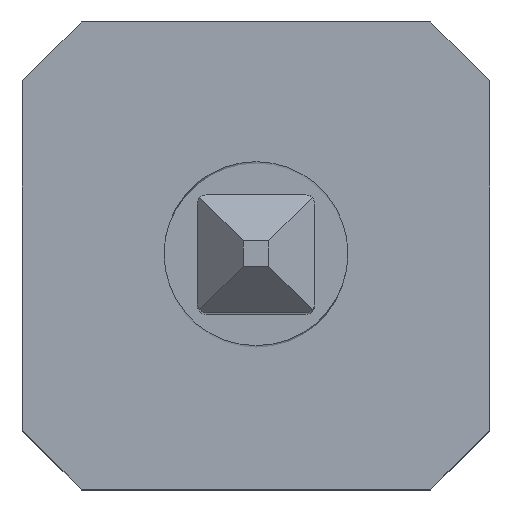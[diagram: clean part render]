
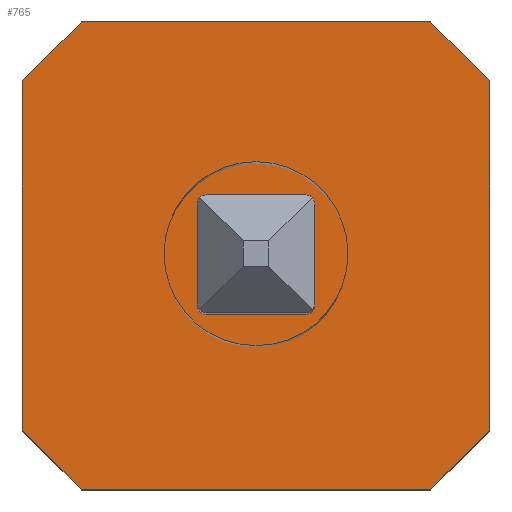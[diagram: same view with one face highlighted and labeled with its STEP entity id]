
A CAD part, top view. The second image highlights one B-rep face of the part: STEP entity #765.
In plain terms, the highlighted planar face has unit normal (0, 0, 1).
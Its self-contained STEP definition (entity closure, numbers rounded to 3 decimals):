
#59=CIRCLE('',#842,0.05);
#60=CIRCLE('',#843,0.05);
#61=CIRCLE('',#844,0.05);
#62=CIRCLE('',#845,0.05);
#105=ORIENTED_EDGE('',*,*,#317,.F.);
#106=ORIENTED_EDGE('',*,*,#318,.T.);
#107=ORIENTED_EDGE('',*,*,#319,.F.);
#108=ORIENTED_EDGE('',*,*,#320,.T.);
#109=ORIENTED_EDGE('',*,*,#321,.F.);
#110=ORIENTED_EDGE('',*,*,#322,.T.);
#111=ORIENTED_EDGE('',*,*,#323,.F.);
#112=ORIENTED_EDGE('',*,*,#324,.T.);
#113=ORIENTED_EDGE('',*,*,#297,.T.);
#114=ORIENTED_EDGE('',*,*,#325,.T.);
#115=ORIENTED_EDGE('',*,*,#314,.T.);
#116=ORIENTED_EDGE('',*,*,#326,.T.);
#117=ORIENTED_EDGE('',*,*,#287,.T.);
#118=ORIENTED_EDGE('',*,*,#327,.T.);
#119=ORIENTED_EDGE('',*,*,#312,.T.);
#120=ORIENTED_EDGE('',*,*,#328,.T.);
#287=EDGE_CURVE('',#397,#398,#471,.T.);
#297=EDGE_CURVE('',#408,#407,#481,.T.);
#312=EDGE_CURVE('',#418,#417,#496,.T.);
#314=EDGE_CURVE('',#419,#420,#498,.T.);
#317=EDGE_CURVE('',#421,#422,#501,.T.);
#318=EDGE_CURVE('',#421,#423,#59,.F.);
#319=EDGE_CURVE('',#424,#423,#502,.T.);
#320=EDGE_CURVE('',#424,#425,#60,.F.);
#321=EDGE_CURVE('',#426,#425,#503,.T.);
#322=EDGE_CURVE('',#426,#427,#61,.F.);
#323=EDGE_CURVE('',#428,#427,#504,.T.);
#324=EDGE_CURVE('',#428,#422,#62,.F.);
#325=EDGE_CURVE('',#407,#419,#505,.F.);
#326=EDGE_CURVE('',#420,#397,#506,.F.);
#327=EDGE_CURVE('',#398,#418,#507,.F.);
#328=EDGE_CURVE('',#417,#408,#508,.F.);
#397=VERTEX_POINT('',#1131);
#398=VERTEX_POINT('',#1132);
#407=VERTEX_POINT('',#1151);
#408=VERTEX_POINT('',#1153);
#417=VERTEX_POINT('',#1179);
#418=VERTEX_POINT('',#1181);
#419=VERTEX_POINT('',#1185);
#420=VERTEX_POINT('',#1186);
#421=VERTEX_POINT('',#1191);
#422=VERTEX_POINT('',#1192);
#423=VERTEX_POINT('',#1194);
#424=VERTEX_POINT('',#1196);
#425=VERTEX_POINT('',#1198);
#426=VERTEX_POINT('',#1200);
#427=VERTEX_POINT('',#1202);
#428=VERTEX_POINT('',#1204);
#471=LINE('',#1130,#555);
#481=LINE('',#1152,#565);
#496=LINE('',#1180,#580);
#498=LINE('',#1184,#582);
#501=LINE('',#1190,#585);
#502=LINE('',#1195,#586);
#503=LINE('',#1199,#587);
#504=LINE('',#1203,#588);
#505=LINE('',#1206,#589);
#506=LINE('',#1207,#590);
#507=LINE('',#1208,#591);
#508=LINE('',#1209,#592);
#555=VECTOR('',#908,1000.);
#565=VECTOR('',#920,1000.);
#580=VECTOR('',#941,1000.);
#582=VECTOR('',#945,1000.);
#585=VECTOR('',#950,1000.);
#586=VECTOR('',#953,1000.);
#587=VECTOR('',#956,1000.);
#588=VECTOR('',#959,1000.);
#589=VECTOR('',#962,1000.);
#590=VECTOR('',#963,1000.);
#591=VECTOR('',#964,1000.);
#592=VECTOR('',#965,1000.);
#645=EDGE_LOOP('',(#105,#106,#107,#108,#109,#110,#111,#112));
#646=EDGE_LOOP('',(#113,#114,#115,#116,#117,#118,#119,#120));
#689=FACE_BOUND('',#645,.T.);
#690=FACE_BOUND('',#646,.T.);
#733=PLANE('',#841);
#765=ADVANCED_FACE('',(#689,#690),#733,.T.);
#841=AXIS2_PLACEMENT_3D('',#1189,#948,#949);
#842=AXIS2_PLACEMENT_3D('',#1193,#951,#952);
#843=AXIS2_PLACEMENT_3D('',#1197,#954,#955);
#844=AXIS2_PLACEMENT_3D('',#1201,#957,#958);
#845=AXIS2_PLACEMENT_3D('',#1205,#960,#961);
#908=DIRECTION('',(0.,-1.,0.));
#920=DIRECTION('',(0.,1.,0.));
#941=DIRECTION('',(1.,0.,0.));
#945=DIRECTION('',(-1.,0.,0.));
#948=DIRECTION('',(0.,0.,1.));
#949=DIRECTION('',(1.,0.,0.));
#950=DIRECTION('',(0.,-1.,0.));
#951=DIRECTION('',(0.,0.,1.));
#952=DIRECTION('',(1.,0.,0.));
#953=DIRECTION('',(-1.,0.,0.));
#954=DIRECTION('',(0.,0.,1.));
#955=DIRECTION('',(1.,0.,0.));
#956=DIRECTION('',(0.,1.,0.));
#957=DIRECTION('',(0.,0.,1.));
#958=DIRECTION('',(1.,0.,0.));
#959=DIRECTION('',(1.,0.,0.));
#960=DIRECTION('',(0.,0.,1.));
#961=DIRECTION('',(1.,0.,0.));
#962=DIRECTION('',(0.707,-0.707,0.));
#963=DIRECTION('',(0.707,0.707,0.));
#964=DIRECTION('',(-0.707,0.707,0.));
#965=DIRECTION('',(-0.707,-0.707,0.));
#1130=CARTESIAN_POINT('',(0.,2.54,2.54));
#1131=CARTESIAN_POINT('',(0.,2.22,2.54));
#1132=CARTESIAN_POINT('',(0.,0.32,2.54));
#1151=CARTESIAN_POINT('',(2.54,2.22,2.54));
#1152=CARTESIAN_POINT('',(2.54,0.,2.54));
#1153=CARTESIAN_POINT('',(2.54,0.32,2.54));
#1179=CARTESIAN_POINT('',(2.22,0.,2.54));
#1180=CARTESIAN_POINT('',(0.,0.,2.54));
#1181=CARTESIAN_POINT('',(0.32,0.,2.54));
#1184=CARTESIAN_POINT('',(2.54,2.54,2.54));
#1185=CARTESIAN_POINT('',(2.22,2.54,2.54));
#1186=CARTESIAN_POINT('',(0.32,2.54,2.54));
#1189=CARTESIAN_POINT('',(0.,0.,2.54));
#1190=CARTESIAN_POINT('',(0.95,1.59,2.54));
#1191=CARTESIAN_POINT('',(0.95,1.54,2.54));
#1192=CARTESIAN_POINT('',(0.95,1.,2.54));
#1193=CARTESIAN_POINT('',(1.,1.54,2.54));
#1194=CARTESIAN_POINT('',(1.,1.59,2.54));
#1195=CARTESIAN_POINT('',(1.59,1.59,2.54));
#1196=CARTESIAN_POINT('',(1.54,1.59,2.54));
#1197=CARTESIAN_POINT('',(1.54,1.54,2.54));
#1198=CARTESIAN_POINT('',(1.59,1.54,2.54));
#1199=CARTESIAN_POINT('',(1.59,0.95,2.54));
#1200=CARTESIAN_POINT('',(1.59,1.,2.54));
#1201=CARTESIAN_POINT('',(1.54,1.,2.54));
#1202=CARTESIAN_POINT('',(1.54,0.95,2.54));
#1203=CARTESIAN_POINT('',(0.95,0.95,2.54));
#1204=CARTESIAN_POINT('',(1.,0.95,2.54));
#1205=CARTESIAN_POINT('',(1.,1.,2.54));
#1206=CARTESIAN_POINT('',(2.38,2.38,2.54));
#1207=CARTESIAN_POINT('',(-1.11,1.11,2.54));
#1208=CARTESIAN_POINT('',(0.16,0.16,2.54));
#1209=CARTESIAN_POINT('',(1.11,-1.11,2.54));
